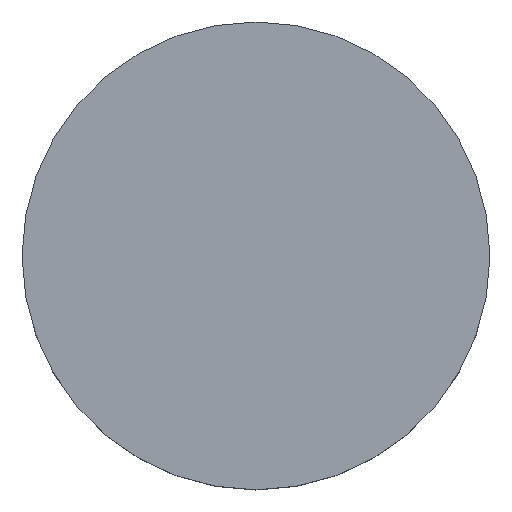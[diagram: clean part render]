
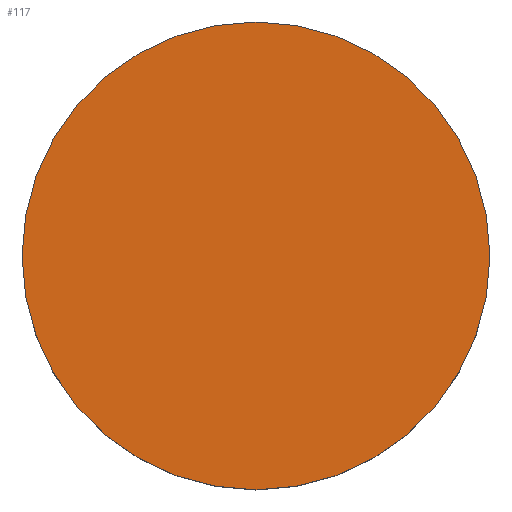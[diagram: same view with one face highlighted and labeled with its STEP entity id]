
A CAD part, top view. The second image highlights one B-rep face of the part: STEP entity #117.
In plain terms, the highlighted planar face has unit normal (0, 0, 1).
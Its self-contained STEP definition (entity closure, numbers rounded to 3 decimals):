
#24 = VERTEX_POINT('',#25);
#25 = CARTESIAN_POINT('',(115.,0.,50.));
#32 = CYLINDRICAL_SURFACE('',#33,115.);
#33 = AXIS2_PLACEMENT_3D('',#34,#35,#36);
#34 = CARTESIAN_POINT('',(0.,0.,0.));
#35 = DIRECTION('',(-0.,-0.,-1.));
#36 = DIRECTION('',(1.,0.,0.));
#51 = EDGE_CURVE('',#24,#24,#52,.T.);
#52 = SURFACE_CURVE('',#53,(#58,#65),.PCURVE_S1.);
#53 = CIRCLE('',#54,115.);
#54 = AXIS2_PLACEMENT_3D('',#55,#56,#57);
#55 = CARTESIAN_POINT('',(0.,0.,50.));
#56 = DIRECTION('',(0.,0.,1.));
#57 = DIRECTION('',(1.,0.,0.));
#58 = PCURVE('',#32,#59);
#59 = DEFINITIONAL_REPRESENTATION('',(#60),#64);
#60 = LINE('',#61,#62);
#61 = CARTESIAN_POINT('',(-0.,-50.));
#62 = VECTOR('',#63,1.);
#63 = DIRECTION('',(-1.,0.));
#64 = ( GEOMETRIC_REPRESENTATION_CONTEXT(2) 
PARAMETRIC_REPRESENTATION_CONTEXT() REPRESENTATION_CONTEXT('2D SPACE',''
  ) );
#65 = PCURVE('',#66,#71);
#66 = PLANE('',#67);
#67 = AXIS2_PLACEMENT_3D('',#68,#69,#70);
#68 = CARTESIAN_POINT('',(115.,0.,50.));
#69 = DIRECTION('',(0.,0.,-1.));
#70 = DIRECTION('',(-1.,0.,0.));
#71 = DEFINITIONAL_REPRESENTATION('',(#72),#80);
#72 = ( BOUNDED_CURVE() B_SPLINE_CURVE(2,(#73,#74,#75,#76,#77,#78,#79),
.UNSPECIFIED.,.F.,.F.) B_SPLINE_CURVE_WITH_KNOTS((1,2,2,2,2,1),(
    -2.094,0.,2.094,4.189,6.283,
8.378),.UNSPECIFIED.) CURVE() GEOMETRIC_REPRESENTATION_ITEM() 
RATIONAL_B_SPLINE_CURVE((1.,0.5,1.,0.5,1.,0.5,1.)) REPRESENTATION_ITEM(
  '') );
#73 = CARTESIAN_POINT('',(0.,0.));
#74 = CARTESIAN_POINT('',(0.,199.186));
#75 = CARTESIAN_POINT('',(172.5,99.593));
#76 = CARTESIAN_POINT('',(345.,0.));
#77 = CARTESIAN_POINT('',(172.5,-99.593));
#78 = CARTESIAN_POINT('',(0.,-199.186));
#79 = CARTESIAN_POINT('',(0.,0.));
#80 = ( GEOMETRIC_REPRESENTATION_CONTEXT(2) 
PARAMETRIC_REPRESENTATION_CONTEXT() REPRESENTATION_CONTEXT('2D SPACE',''
  ) );
#117 = ADVANCED_FACE('',(#118),#66,.F.);
#118 = FACE_BOUND('',#119,.T.);
#119 = EDGE_LOOP('',(#120));
#120 = ORIENTED_EDGE('',*,*,#51,.T.);
